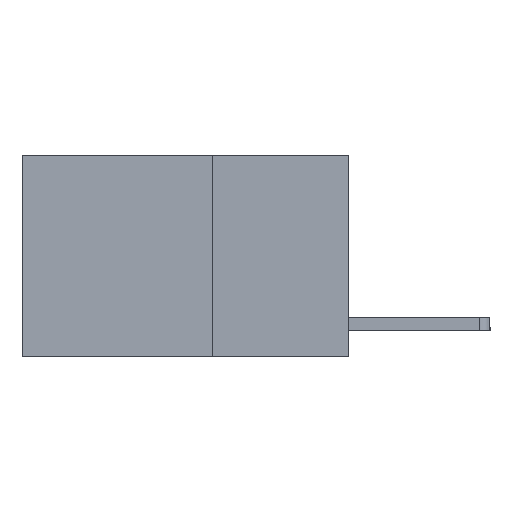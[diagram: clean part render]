
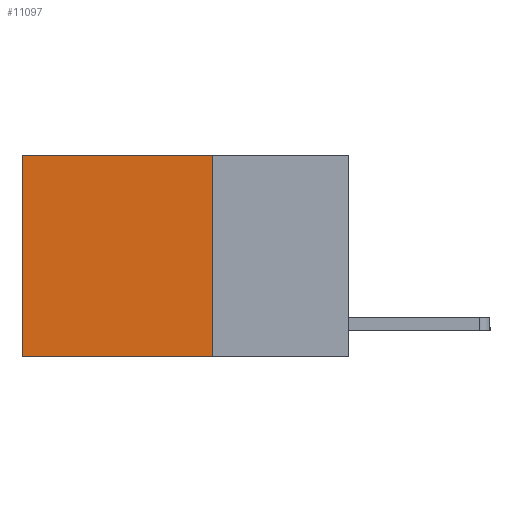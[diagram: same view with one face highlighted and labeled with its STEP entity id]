
A CAD part, left-side view. The second image highlights one B-rep face of the part: STEP entity #11097.
In plain terms, the highlighted planar face has unit normal (-1, 0, 0).
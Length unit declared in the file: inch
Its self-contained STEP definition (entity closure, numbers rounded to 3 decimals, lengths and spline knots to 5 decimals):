
#37 = ORIENTED_EDGE ( 'NONE', *, *, #2994, .T. ) ;
#579 = PLANE ( 'NONE',  #3926 ) ;
#670 = CARTESIAN_POINT ( 'NONE',  ( 0.2625, 0.25, -0.37 ) ) ;
#683 = ORIENTED_EDGE ( 'NONE', *, *, #9764, .F. ) ;
#914 = CARTESIAN_POINT ( 'NONE',  ( 0.2625, 0.6, 0. ) ) ;
#1066 = EDGE_CURVE ( 'NONE', #3361, #5996, #9151, .T. ) ;
#1471 = DIRECTION ( 'NONE',  ( 0., 0., -1. ) ) ;
#1498 = FACE_OUTER_BOUND ( 'NONE', #9353, .T. ) ;
#1613 = DIRECTION ( 'NONE',  ( 1., 0., 0. ) ) ;
#2508 = CARTESIAN_POINT ( 'NONE',  ( 0.2625, 0.6, -0.37 ) ) ;
#2536 = DIRECTION ( 'NONE',  ( 0., 0., -1. ) ) ;
#2931 = DIRECTION ( 'NONE',  ( 0., 1., 0. ) ) ;
#2994 = EDGE_CURVE ( 'NONE', #9824, #3361, #4957, .T. ) ;
#3034 = VECTOR ( 'NONE', #6325, 39.37008 ) ;
#3302 = CARTESIAN_POINT ( 'NONE',  ( 0.2625, 0.6, 0. ) ) ;
#3361 = VERTEX_POINT ( 'NONE', #914 ) ;
#3637 = CARTESIAN_POINT ( 'NONE',  ( 0.2625, 0.25, 0. ) ) ;
#3796 = VECTOR ( 'NONE', #1471, 39.37008 ) ;
#3926 = AXIS2_PLACEMENT_3D ( 'NONE', #11700, #1613, #2536 ) ;
#4362 = LINE ( 'NONE', #4427, #3034 ) ;
#4427 = CARTESIAN_POINT ( 'NONE',  ( 0.2625, 0.25, -0.37 ) ) ;
#4758 = CARTESIAN_POINT ( 'NONE',  ( 0.2625, 0.25, 0. ) ) ;
#4957 = LINE ( 'NONE', #10596, #11889 ) ;
#5155 = EDGE_CURVE ( 'NONE', #9824, #10268, #9600, .T. ) ;
#5903 = DIRECTION ( 'NONE',  ( 0., 0., -1. ) ) ;
#5996 = VERTEX_POINT ( 'NONE', #2508 ) ;
#6325 = DIRECTION ( 'NONE',  ( 0., 1., 0. ) ) ;
#8595 = ORIENTED_EDGE ( 'NONE', *, *, #5155, .F. ) ;
#9151 = LINE ( 'NONE', #3302, #3796 ) ;
#9353 = EDGE_LOOP ( 'NONE', ( #11552, #683, #8595, #37 ) ) ;
#9600 = LINE ( 'NONE', #4758, #11948 ) ;
#9764 = EDGE_CURVE ( 'NONE', #10268, #5996, #4362, .T. ) ;
#9824 = VERTEX_POINT ( 'NONE', #3637 ) ;
#10268 = VERTEX_POINT ( 'NONE', #670 ) ;
#10596 = CARTESIAN_POINT ( 'NONE',  ( 0.2625, 0.25, 0. ) ) ;
#11097 = ADVANCED_FACE ( 'NONE', ( #1498 ), #579, .F. ) ;
#11552 = ORIENTED_EDGE ( 'NONE', *, *, #1066, .T. ) ;
#11700 = CARTESIAN_POINT ( 'NONE',  ( 0.2625, 0.25, 0. ) ) ;
#11889 = VECTOR ( 'NONE', #2931, 39.37008 ) ;
#11948 = VECTOR ( 'NONE', #5903, 39.37008 ) ;
